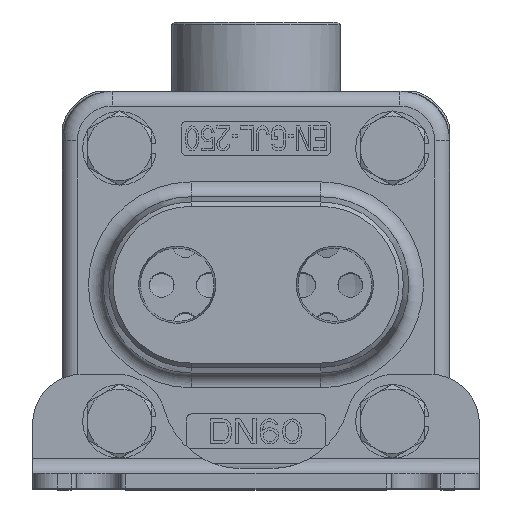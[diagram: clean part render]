
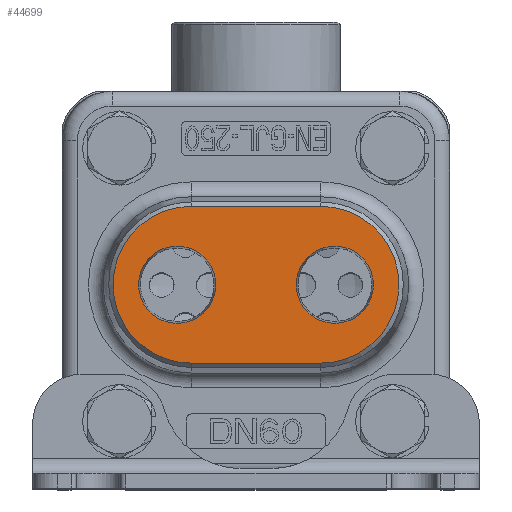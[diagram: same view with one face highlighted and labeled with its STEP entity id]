
A CAD part, top view. The second image highlights one B-rep face of the part: STEP entity #44699.
In plain terms, the highlighted planar face has unit normal (0, 0, 1).
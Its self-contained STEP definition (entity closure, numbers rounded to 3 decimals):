
#35994=CARTESIAN_POINT('',(0.,13.,16.));
#35995=DIRECTION('',(0.,0.,1.));
#35996=DIRECTION('',(1.,0.,0.));
#35997=AXIS2_PLACEMENT_3D('',#35994,#35995,#35996);
#35999=DIRECTION('',(0.,1.,0.));
#36000=VECTOR('',#35999,26.);
#36001=CARTESIAN_POINT('',(15.8,-13.,16.));
#36002=LINE('',#36001,#36000);
#36003=CARTESIAN_POINT('',(0.,-13.,16.));
#36004=DIRECTION('',(0.,0.,1.));
#36005=DIRECTION('',(-1.,0.,0.));
#36006=AXIS2_PLACEMENT_3D('',#36003,#36004,#36005);
#36008=DIRECTION('',(0.,-1.,0.));
#36009=VECTOR('',#36008,26.);
#36010=CARTESIAN_POINT('',(-15.8,13.,16.));
#36011=LINE('',#36010,#36009);
#36012=CARTESIAN_POINT('',(0.,15.875,16.));
#36013=DIRECTION('',(0.,0.,1.));
#36014=DIRECTION('',(-1.,0.,0.));
#36015=AXIS2_PLACEMENT_3D('',#36012,#36013,#36014);
#36017=CARTESIAN_POINT('',(0.,15.875,16.));
#36018=DIRECTION('',(0.,0.,1.));
#36019=DIRECTION('',(1.,0.,0.));
#36020=AXIS2_PLACEMENT_3D('',#36017,#36018,#36019);
#36022=CARTESIAN_POINT('',(0.,-15.875,16.));
#36023=DIRECTION('',(0.,0.,-1.));
#36024=DIRECTION('',(-1.,0.,0.));
#36025=AXIS2_PLACEMENT_3D('',#36022,#36023,#36024);
#36027=CARTESIAN_POINT('',(0.,-15.875,16.));
#36028=DIRECTION('',(0.,0.,-1.));
#36029=DIRECTION('',(1.,0.,0.));
#36030=AXIS2_PLACEMENT_3D('',#36027,#36028,#36029);
#42304=CARTESIAN_POINT('',(15.8,13.,16.));
#42305=CARTESIAN_POINT('',(-15.8,13.,16.));
#42306=VERTEX_POINT('',#42304);
#42307=VERTEX_POINT('',#42305);
#42308=CARTESIAN_POINT('',(-15.8,-13.,16.));
#42309=VERTEX_POINT('',#42308);
#42310=CARTESIAN_POINT('',(15.8,-13.,16.));
#42311=VERTEX_POINT('',#42310);
#42368=CARTESIAN_POINT('',(-7.773,15.875,16.));
#42369=CARTESIAN_POINT('',(7.773,15.875,16.));
#42370=VERTEX_POINT('',#42368);
#42371=VERTEX_POINT('',#42369);
#42380=CARTESIAN_POINT('',(-7.773,-15.875,16.));
#42381=CARTESIAN_POINT('',(7.773,-15.875,16.));
#42382=VERTEX_POINT('',#42380);
#42383=VERTEX_POINT('',#42381);
#44675=CARTESIAN_POINT('',(0.,0.,16.));
#44676=DIRECTION('',(0.,0.,1.));
#44677=DIRECTION('',(0.,1.,0.));
#44678=AXIS2_PLACEMENT_3D('',#44675,#44676,#44677);
#44679=PLANE('',#44678);
#44681=ORIENTED_EDGE('',*,*,#44680,.F.);
#44683=ORIENTED_EDGE('',*,*,#44682,.F.);
#44685=ORIENTED_EDGE('',*,*,#44684,.F.);
#44687=ORIENTED_EDGE('',*,*,#44686,.F.);
#44688=EDGE_LOOP('',(#44681,#44683,#44685,#44687));
#44689=FACE_OUTER_BOUND('',#44688,.F.);
#44690=ORIENTED_EDGE('',*,*,#43638,.T.);
#44691=ORIENTED_EDGE('',*,*,#43655,.T.);
#44692=EDGE_LOOP('',(#44690,#44691));
#44693=FACE_BOUND('',#44692,.F.);
#44695=ORIENTED_EDGE('',*,*,#44694,.F.);
#44696=ORIENTED_EDGE('',*,*,#43560,.F.);
#44697=EDGE_LOOP('',(#44695,#44696));
#44698=FACE_BOUND('',#44697,.F.);
#44699=ADVANCED_FACE('',(#44689,#44693,#44698),#44679,.T.);
#35998=CIRCLE('',#35997,15.8);
#36007=CIRCLE('',#36006,15.8);
#36016=CIRCLE('',#36015,7.773);
#36021=CIRCLE('',#36020,7.773);
#36026=CIRCLE('',#36025,7.773);
#36031=CIRCLE('',#36030,7.773);
#43560=EDGE_CURVE('',#42383,#42382,#36031,.T.);
#43638=EDGE_CURVE('',#42370,#42371,#36016,.T.);
#43655=EDGE_CURVE('',#42371,#42370,#36021,.T.);
#44680=EDGE_CURVE('',#42306,#42307,#35998,.T.);
#44682=EDGE_CURVE('',#42311,#42306,#36002,.T.);
#44684=EDGE_CURVE('',#42309,#42311,#36007,.T.);
#44686=EDGE_CURVE('',#42307,#42309,#36011,.T.);
#44694=EDGE_CURVE('',#42382,#42383,#36026,.T.);
